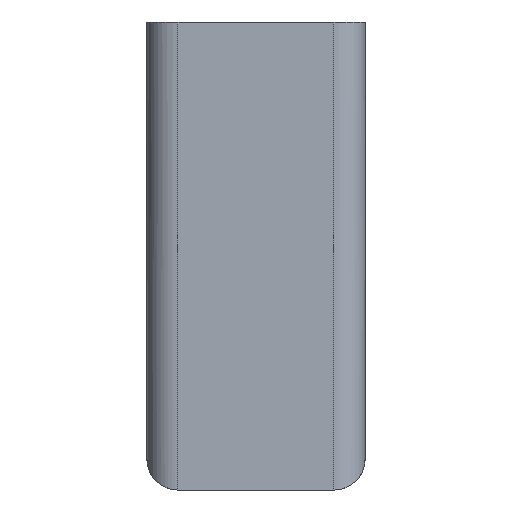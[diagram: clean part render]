
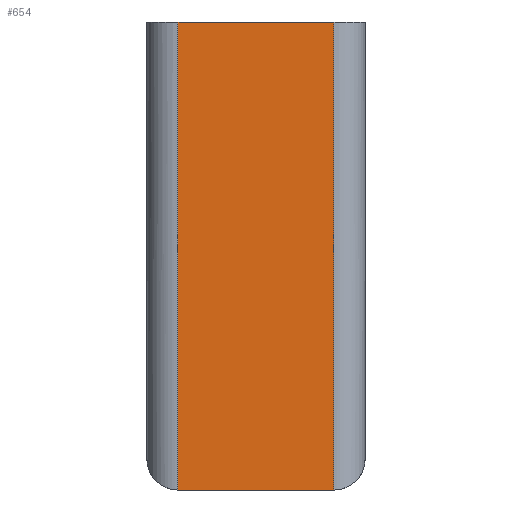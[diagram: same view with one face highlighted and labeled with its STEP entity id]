
A CAD part, left-side view. The second image highlights one B-rep face of the part: STEP entity #654.
In plain terms, the highlighted planar face has unit normal (-1, 0, 0).
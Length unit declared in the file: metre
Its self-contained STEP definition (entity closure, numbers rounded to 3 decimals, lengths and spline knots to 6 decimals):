
#98=ORIENTED_EDGE('',*,*,#264,.T.);
#99=ORIENTED_EDGE('',*,*,#265,.T.);
#100=ORIENTED_EDGE('',*,*,#266,.F.);
#101=ORIENTED_EDGE('',*,*,#267,.T.);
#264=EDGE_CURVE('',#347,#348,#402,.T.);
#265=EDGE_CURVE('',#348,#349,#403,.T.);
#266=EDGE_CURVE('',#350,#349,#404,.T.);
#267=EDGE_CURVE('',#350,#347,#405,.F.);
#347=VERTEX_POINT('',#1057);
#348=VERTEX_POINT('',#1058);
#349=VERTEX_POINT('',#1060);
#350=VERTEX_POINT('',#1062);
#402=LINE('',#1056,#445);
#403=LINE('',#1059,#446);
#404=LINE('',#1061,#447);
#405=LINE('',#1063,#448);
#445=VECTOR('',#832,1.);
#446=VECTOR('',#833,1.);
#447=VECTOR('',#834,1.);
#448=VECTOR('',#835,1.);
#482=EDGE_LOOP('',(#98,#99,#100,#101));
#561=FACE_BOUND('',#482,.T.);
#633=PLANE('',#718);
#654=ADVANCED_FACE('',(#561),#633,.T.);
#718=AXIS2_PLACEMENT_3D('',#1055,#830,#831);
#830=DIRECTION('',(-1.,0.,0.));
#831=DIRECTION('',(0.,0.,1.));
#832=DIRECTION('',(0.,1.,0.));
#833=DIRECTION('',(0.,0.,-1.));
#834=DIRECTION('',(0.,1.,0.));
#835=DIRECTION('',(0.,0.,-1.));
#1055=CARTESIAN_POINT('',(-0.0625,0.,0.045));
#1056=CARTESIAN_POINT('',(-0.0625,0.,0.045));
#1057=CARTESIAN_POINT('',(-0.0625,-0.0075,0.045));
#1058=CARTESIAN_POINT('',(-0.0625,0.0075,0.045));
#1059=CARTESIAN_POINT('',(-0.0625,0.0075,0.));
#1060=CARTESIAN_POINT('',(-0.0625,0.0075,0.));
#1061=CARTESIAN_POINT('',(-0.0625,0.,0.));
#1062=CARTESIAN_POINT('',(-0.0625,-0.0075,0.));
#1063=CARTESIAN_POINT('',(-0.0625,-0.0075,0.045));
